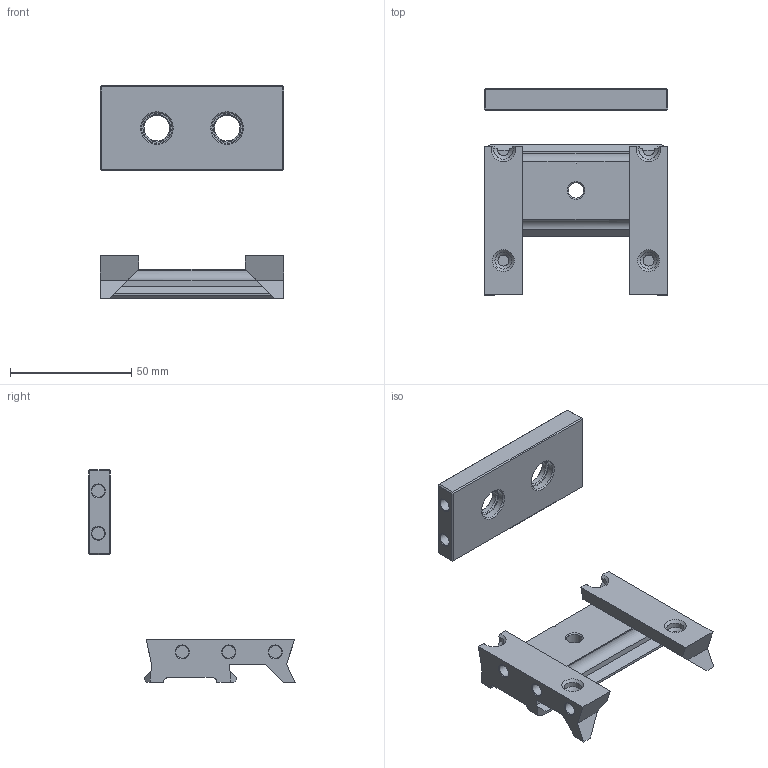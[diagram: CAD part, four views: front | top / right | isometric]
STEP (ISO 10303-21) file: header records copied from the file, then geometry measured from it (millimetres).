
FILE_DESCRIPTION(/* description */ ('Unknown'),/* implementation_level */ '2;1');
FILE_NAME(/* name */ 'seagull4A_l-Bracket_brace_002',/* time_stamp */ '2026-01-13T22:52:36-05:00',/* author */ ('Unknown'),/* organization */ ('Unknown'),/* preprocessor_version */ 'ST-DEVELOPER v18.1',/* originating_system */ 'Solid Edge',/* authorisation */ 'Unknown');
FILE_SCHEMA (('AUTOMOTIVE_DESIGN {1 0 10303 214 3 1 1}'));
Length unit declared in the file: millimetre
Products named in the file (3): seagull_4A104_jawboneCage; seagull4A_l-Bracket_arcaSwissBase_002; seagull4A_l-Bracket_brace_002
Assembly tree (2 placements, depth 2):
  seagull_4A104_jawboneCage
    seagull4A_l-Bracket_arcaSwissBase_002
    seagull4A_l-Bracket_brace_002
Bounding box: 76 x 85.4 x 87.75 mm (x, y, z)
Volume: 56476.8 mm3; surface area: 21913.5 mm2
Topology: 2 solids, 2 shells, 152 faces, 357 edges, 225 vertices
Faces by surface type: plane 93, cylinder 30, cone 29
Full cylindrical faces by diameter (mm): 4.5 x2, 5.3 x10, 6.35 x1, 7 x2, 10.5 x2, 12.5 x2, 14 x1, 24 x2
Entity records: 3982 total; most frequent: DIRECTION 685, CARTESIAN_POINT 684, ORIENTED_EDGE 580, EDGE_CURVE 290, AXIS2_PLACEMENT_3D 252, EDGE_LOOP 219, FACE_BOUND 219, VERTEX_POINT 203
